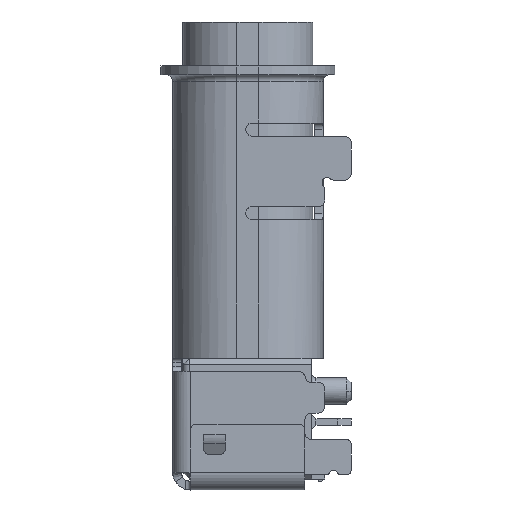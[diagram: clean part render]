
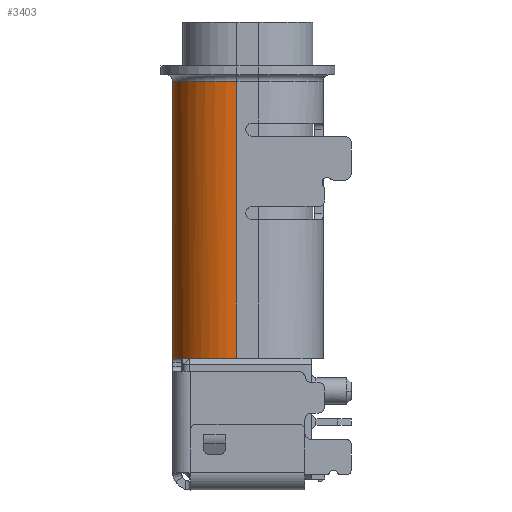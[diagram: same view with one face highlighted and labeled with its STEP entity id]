
A CAD part, left-side view. The second image highlights one B-rep face of the part: STEP entity #3403.
In plain terms, the highlighted cylindrical face has radius 1.46 mm (diameter 2.92 mm), a partial arc.
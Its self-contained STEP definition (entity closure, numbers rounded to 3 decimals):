
#180 = DIRECTION ( 'NONE',  ( 0., -1., 0. ) ) ;
#255 = ORIENTED_EDGE ( 'NONE', *, *, #21946, .T. ) ;
#702 = DIRECTION ( 'NONE',  ( -0.74, 0.673, 0. ) ) ;
#1137 = CARTESIAN_POINT ( 'NONE',  ( -4.6, 2., 1.8 ) ) ;
#1439 = EDGE_CURVE ( 'NONE', #5527, #30384, #2711, .T. ) ;
#1593 = VERTEX_POINT ( 'NONE', #20584 ) ;
#2241 = CARTESIAN_POINT ( 'NONE',  ( -4.6, 2., -4.5 ) ) ;
#2711 = CIRCLE ( 'NONE', #5303, 1.46 ) ;
#3403 = ADVANCED_FACE ( 'NONE', ( #12789 ), #22134, .T. ) ;
#3973 = ORIENTED_EDGE ( 'NONE', *, *, #28338, .F. ) ;
#4254 = CIRCLE ( 'NONE', #28516, 1.46 ) ;
#4402 = VECTOR ( 'NONE', #28112, 1000. ) ;
#5063 = DIRECTION ( 'NONE',  ( 0., 0., 1. ) ) ;
#5186 = DIRECTION ( 'NONE',  ( 0., 0., -1. ) ) ;
#5268 = DIRECTION ( 'NONE',  ( -0.068, 0.998, 0. ) ) ;
#5303 = AXIS2_PLACEMENT_3D ( 'NONE', #27803, #5186, #5674 ) ;
#5319 = VERTEX_POINT ( 'NONE', #18090 ) ;
#5527 = VERTEX_POINT ( 'NONE', #1137 ) ;
#5536 = CARTESIAN_POINT ( 'NONE',  ( -4.22, 2.982, -4.5 ) ) ;
#5674 = DIRECTION ( 'NONE',  ( -1., 0., 0. ) ) ;
#6460 = AXIS2_PLACEMENT_3D ( 'NONE', #26884, #21534, #6846 ) ;
#6640 = CARTESIAN_POINT ( 'NONE',  ( -3.223, 3.458, -4.5 ) ) ;
#6846 = DIRECTION ( 'NONE',  ( -0.673, 0.74, 0. ) ) ;
#6957 = CARTESIAN_POINT ( 'NONE',  ( -3.14, 3.46, -4.6 ) ) ;
#8895 = DIRECTION ( 'NONE',  ( 0., 0., 1. ) ) ;
#9509 = AXIS2_PLACEMENT_3D ( 'NONE', #24575, #29912, #180 ) ;
#11258 = ORIENTED_EDGE ( 'NONE', *, *, #13515, .T. ) ;
#11495 = CARTESIAN_POINT ( 'NONE',  ( -3.159, 3.46, -4.536 ) ) ;
#11657 = CARTESIAN_POINT ( 'NONE',  ( -3.14, 3.46, -4.564 ) ) ;
#12554 = ORIENTED_EDGE ( 'NONE', *, *, #30873, .T. ) ;
#12789 = FACE_OUTER_BOUND ( 'NONE', #28731, .T. ) ;
#13515 = EDGE_CURVE ( 'NONE', #25597, #15304, #4254, .T. ) ;
#13846 = ORIENTED_EDGE ( 'NONE', *, *, #20018, .T. ) ;
#14979 = ORIENTED_EDGE ( 'NONE', *, *, #1439, .T. ) ;
#15232 = CIRCLE ( 'NONE', #6460, 1.46 ) ;
#15304 = VERTEX_POINT ( 'NONE', #2241 ) ;
#16487 = CARTESIAN_POINT ( 'NONE',  ( -3.201, 3.459, -4.504 ) ) ;
#17662 = ORIENTED_EDGE ( 'NONE', *, *, #26858, .F. ) ;
#18090 = CARTESIAN_POINT ( 'NONE',  ( -4.122, 3.08, -4.5 ) ) ;
#18359 = AXIS2_PLACEMENT_3D ( 'NONE', #30161, #27083, #5268 ) ;
#18393 = B_SPLINE_CURVE_WITH_KNOTS ( 'NONE', 3,
 ( #28624, #6640, #16487, #11495, #11657, #6957 ),
 .UNSPECIFIED., .F., .F.,
 ( 4, 2, 4 ),
 ( 0., 0.5, 1. ),
 .UNSPECIFIED. ) ;
#19900 = CIRCLE ( 'NONE', #18359, 1.46 ) ;
#20018 = EDGE_CURVE ( 'NONE', #15304, #5527, #22930, .T. ) ;
#20584 = CARTESIAN_POINT ( 'NONE',  ( -3.14, 3.46, -4.6 ) ) ;
#21534 = DIRECTION ( 'NONE',  ( 0., 0., 1. ) ) ;
#21946 = EDGE_CURVE ( 'NONE', #22240, #5319, #19900, .T. ) ;
#22134 = CYLINDRICAL_SURFACE ( 'NONE', #9509, 1.46 ) ;
#22240 = VERTEX_POINT ( 'NONE', #23813 ) ;
#22386 = CARTESIAN_POINT ( 'NONE',  ( -3.14, 3.46, 1.8 ) ) ;
#22930 = LINE ( 'NONE', #30534, #4402 ) ;
#22984 = CARTESIAN_POINT ( 'NONE',  ( -3.14, 2., -4.5 ) ) ;
#23813 = CARTESIAN_POINT ( 'NONE',  ( -3.24, 3.457, -4.5 ) ) ;
#24575 = CARTESIAN_POINT ( 'NONE',  ( -3.14, 2., -4.728 ) ) ;
#24824 = VECTOR ( 'NONE', #8895, 1000. ) ;
#25597 = VERTEX_POINT ( 'NONE', #5536 ) ;
#26359 = LINE ( 'NONE', #31044, #24824 ) ;
#26858 = EDGE_CURVE ( 'NONE', #1593, #30384, #26359, .T. ) ;
#26884 = CARTESIAN_POINT ( 'NONE',  ( -3.14, 2., -4.5 ) ) ;
#27083 = DIRECTION ( 'NONE',  ( 0., 0., 1. ) ) ;
#27803 = CARTESIAN_POINT ( 'NONE',  ( -3.14, 2., 1.8 ) ) ;
#28112 = DIRECTION ( 'NONE',  ( 0., 0., 1. ) ) ;
#28338 = EDGE_CURVE ( 'NONE', #22240, #1593, #18393, .T. ) ;
#28516 = AXIS2_PLACEMENT_3D ( 'NONE', #22984, #5063, #702 ) ;
#28624 = CARTESIAN_POINT ( 'NONE',  ( -3.24, 3.457, -4.5 ) ) ;
#28731 = EDGE_LOOP ( 'NONE', ( #11258, #13846, #14979, #17662, #3973, #255, #12554 ) ) ;
#29912 = DIRECTION ( 'NONE',  ( 0., 0., 1. ) ) ;
#30161 = CARTESIAN_POINT ( 'NONE',  ( -3.14, 2., -4.5 ) ) ;
#30384 = VERTEX_POINT ( 'NONE', #22386 ) ;
#30534 = CARTESIAN_POINT ( 'NONE',  ( -4.6, 2., -4.5 ) ) ;
#30873 = EDGE_CURVE ( 'NONE', #5319, #25597, #15232, .T. ) ;
#31044 = CARTESIAN_POINT ( 'NONE',  ( -3.14, 3.46, -4.6 ) ) ;
